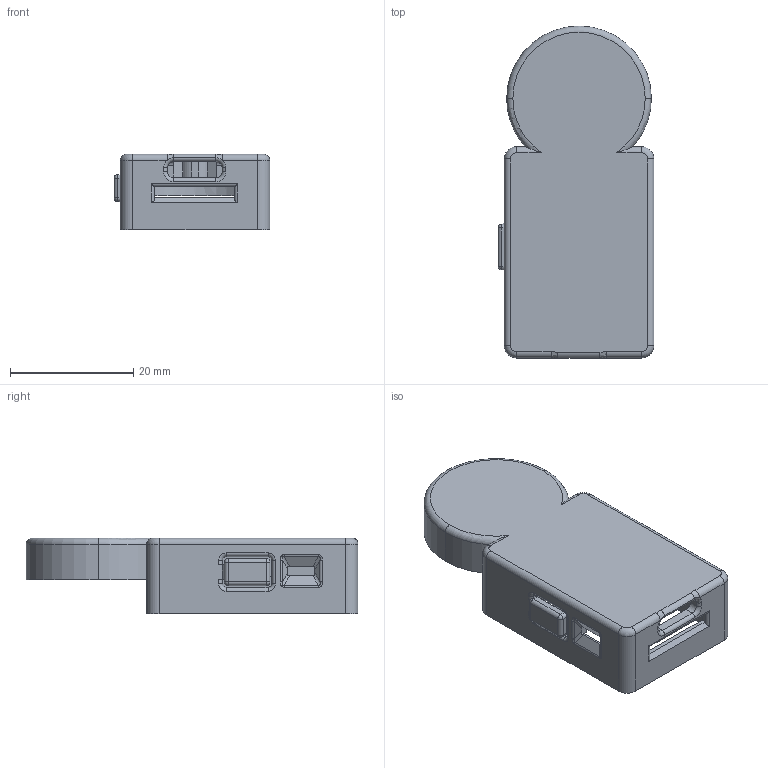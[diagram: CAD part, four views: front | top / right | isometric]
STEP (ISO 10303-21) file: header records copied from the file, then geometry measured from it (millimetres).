
FILE_DESCRIPTION (( 'STEP AP203' ), '1' );
FILE_NAME ('俋褲.STEP', '2020-06-22T10:21:11', ( '' ), ( '' ), 'SwSTEP 2.0', 'SolidWorks 2019', '' );
FILE_SCHEMA (( 'CONFIG_CONTROL_DESIGN' ));
Length unit declared in the file: millimetre
Products named in the file (1): 俋褲
Bounding box: 25.3 x 53.9 x 12.28 mm (x, y, z)
Volume: 3681.5 mm3; surface area: 5525.9 mm2
Topology: 1 solids, 1 shells, 244 faces, 663 edges, 413 vertices
Faces by surface type: cylinder 109, plane 100, torus 23, bspline 8, sphere 4
Entity records: 7883 total; most frequent: CARTESIAN_POINT 1651, ORIENTED_EDGE 1318, DIRECTION 1305, EDGE_CURVE 659, AXIS2_PLACEMENT_3D 458, VERTEX_POINT 413, VECTOR 389, LINE 389
